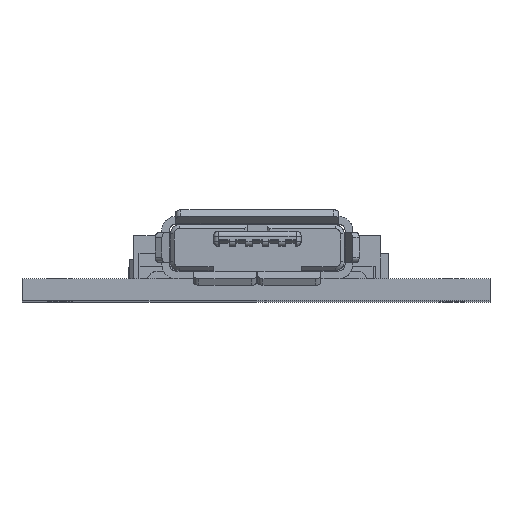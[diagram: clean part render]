
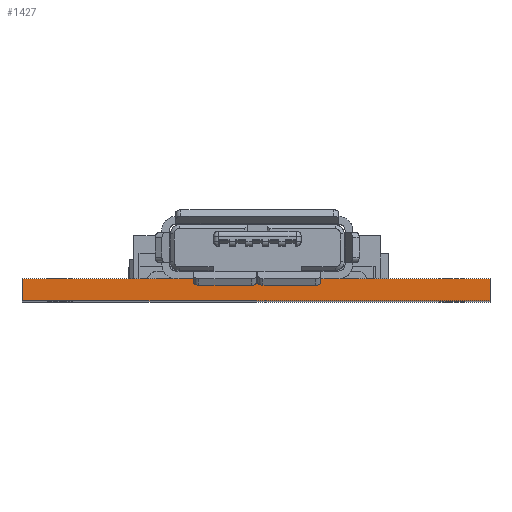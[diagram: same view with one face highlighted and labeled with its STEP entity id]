
A CAD part, top view. The second image highlights one B-rep face of the part: STEP entity #1427.
In plain terms, the highlighted planar face has unit normal (0, 0, 1).
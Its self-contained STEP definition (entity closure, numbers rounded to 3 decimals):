
#125=LINE('',#19634,#413);
#179=LINE('',#19790,#467);
#180=LINE('',#19792,#468);
#181=LINE('',#19794,#469);
#413=VECTOR('',#12240,1.);
#467=VECTOR('',#12346,1.);
#468=VECTOR('',#12349,1.);
#469=VECTOR('',#12350,1.);
#1427=ADVANCED_FACE('',(#2498),#1919,.T.);
#1919=PLANE('',#11110);
#2498=FACE_OUTER_BOUND('',#3142,.T.);
#3142=EDGE_LOOP('',(#6062,#6063,#6064,#6065));
#6062=ORIENTED_EDGE('',*,*,#9118,.F.);
#6063=ORIENTED_EDGE('',*,*,#9117,.F.);
#6064=ORIENTED_EDGE('',*,*,#9039,.T.);
#6065=ORIENTED_EDGE('',*,*,#9119,.T.);
#7498=VERTEX_POINT('',#19633);
#7499=VERTEX_POINT('',#19635);
#7574=VERTEX_POINT('',#19789);
#7575=VERTEX_POINT('',#19793);
#9039=EDGE_CURVE('',#7499,#7498,#125,.T.);
#9117=EDGE_CURVE('',#7499,#7574,#179,.T.);
#9118=EDGE_CURVE('',#7574,#7575,#180,.T.);
#9119=EDGE_CURVE('',#7498,#7575,#181,.T.);
#11110=AXIS2_PLACEMENT_3D('',#19795,#12351,#12352);
#12240=DIRECTION('',(-1.,0.,0.));
#12346=DIRECTION('',(0.,-1.,0.));
#12349=DIRECTION('',(-1.,0.,0.));
#12350=DIRECTION('',(0.,-1.,0.));
#12351=DIRECTION('',(0.,0.,1.));
#12352=DIRECTION('',(1.,0.,0.));
#19633=CARTESIAN_POINT('',(0.,0.87,-0.127));
#19634=CARTESIAN_POINT('',(18.4,0.87,-0.127));
#19635=CARTESIAN_POINT('',(18.4,0.87,-0.127));
#19789=CARTESIAN_POINT('',(18.4,0.,-0.127));
#19790=CARTESIAN_POINT('',(18.4,0.87,-0.127));
#19792=CARTESIAN_POINT('',(18.4,0.,-0.127));
#19793=CARTESIAN_POINT('',(0.,0.,-0.127));
#19794=CARTESIAN_POINT('',(0.,0.87,-0.127));
#19795=CARTESIAN_POINT('',(18.4,0.87,-0.127));
